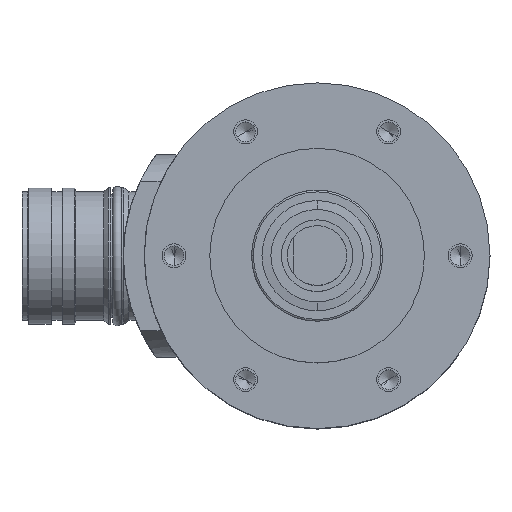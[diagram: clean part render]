
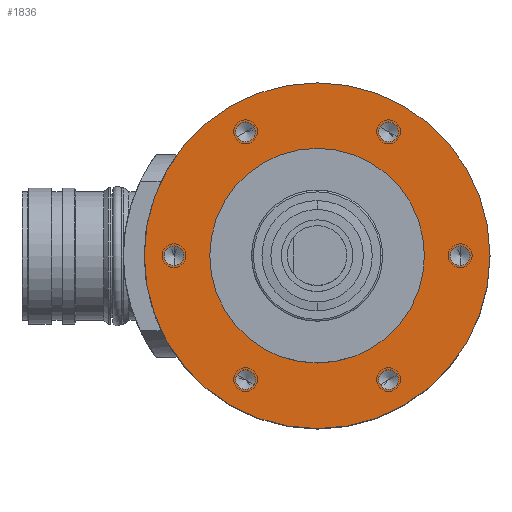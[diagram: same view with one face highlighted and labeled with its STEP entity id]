
A CAD part, top view. The second image highlights one B-rep face of the part: STEP entity #1836.
In plain terms, the highlighted face is planar.
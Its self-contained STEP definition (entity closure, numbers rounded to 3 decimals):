
#465=CARTESIAN_POINT('',(0.,0.,8.));
#466=DIRECTION('',(0.,0.,1.));
#467=DIRECTION('',(0.,1.,0.));
#468=AXIS2_PLACEMENT_3D('',#465,#466,#467);
#470=CARTESIAN_POINT('',(0.,0.,8.));
#471=DIRECTION('',(0.,0.,-1.));
#472=DIRECTION('',(0.,1.,0.));
#473=AXIS2_PLACEMENT_3D('',#470,#471,#472);
#475=CARTESIAN_POINT('',(0.,-24.,8.));
#476=DIRECTION('',(0.,0.,-1.));
#477=DIRECTION('',(1.,0.,0.));
#478=AXIS2_PLACEMENT_3D('',#475,#476,#477);
#480=CARTESIAN_POINT('',(0.,-24.,8.));
#481=DIRECTION('',(0.,0.,-1.));
#482=DIRECTION('',(-1.,0.,0.));
#483=AXIS2_PLACEMENT_3D('',#480,#481,#482);
#485=CARTESIAN_POINT('',(-20.785,-12.,8.));
#486=DIRECTION('',(0.,0.,-1.));
#487=DIRECTION('',(0.5,-0.866,0.));
#488=AXIS2_PLACEMENT_3D('',#485,#486,#487);
#490=CARTESIAN_POINT('',(-20.785,-12.,8.));
#491=DIRECTION('',(0.,0.,-1.));
#492=DIRECTION('',(-0.5,0.866,0.));
#493=AXIS2_PLACEMENT_3D('',#490,#491,#492);
#495=CARTESIAN_POINT('',(-20.785,12.,8.));
#496=DIRECTION('',(0.,0.,-1.));
#497=DIRECTION('',(-0.5,-0.866,0.));
#498=AXIS2_PLACEMENT_3D('',#495,#496,#497);
#500=CARTESIAN_POINT('',(-20.785,12.,8.));
#501=DIRECTION('',(0.,0.,-1.));
#502=DIRECTION('',(0.5,0.866,0.));
#503=AXIS2_PLACEMENT_3D('',#500,#501,#502);
#505=CARTESIAN_POINT('',(0.,24.,8.));
#506=DIRECTION('',(0.,0.,-1.));
#507=DIRECTION('',(-1.,0.,0.));
#508=AXIS2_PLACEMENT_3D('',#505,#506,#507);
#510=CARTESIAN_POINT('',(0.,24.,8.));
#511=DIRECTION('',(0.,0.,-1.));
#512=DIRECTION('',(1.,0.,0.));
#513=AXIS2_PLACEMENT_3D('',#510,#511,#512);
#515=CARTESIAN_POINT('',(20.785,12.,8.));
#516=DIRECTION('',(0.,0.,-1.));
#517=DIRECTION('',(-0.5,0.866,0.));
#518=AXIS2_PLACEMENT_3D('',#515,#516,#517);
#520=CARTESIAN_POINT('',(20.785,12.,8.));
#521=DIRECTION('',(0.,0.,-1.));
#522=DIRECTION('',(0.5,-0.866,0.));
#523=AXIS2_PLACEMENT_3D('',#520,#521,#522);
#525=CARTESIAN_POINT('',(20.785,-12.,8.));
#526=DIRECTION('',(0.,0.,-1.));
#527=DIRECTION('',(0.5,0.866,0.));
#528=AXIS2_PLACEMENT_3D('',#525,#526,#527);
#530=CARTESIAN_POINT('',(20.785,-12.,8.));
#531=DIRECTION('',(0.,0.,-1.));
#532=DIRECTION('',(-0.5,-0.866,0.));
#533=AXIS2_PLACEMENT_3D('',#530,#531,#532);
#535=CARTESIAN_POINT('',(0.,0.,8.));
#536=DIRECTION('',(0.,0.,-1.));
#537=DIRECTION('',(0.,1.,0.));
#538=AXIS2_PLACEMENT_3D('',#535,#536,#537);
#548=CARTESIAN_POINT('',(0.,0.,8.));
#549=DIRECTION('',(0.,0.,1.));
#550=DIRECTION('',(0.,1.,0.));
#551=AXIS2_PLACEMENT_3D('',#548,#549,#550);
#836=CARTESIAN_POINT('',(0.,18.,8.));
#838=VERTEX_POINT('',#836);
#839=CARTESIAN_POINT('',(0.,29.,8.));
#841=VERTEX_POINT('',#839);
#868=CARTESIAN_POINT('',(0.,-18.,8.));
#870=VERTEX_POINT('',#868);
#871=CARTESIAN_POINT('',(0.,-29.,8.));
#873=VERTEX_POINT('',#871);
#899=CARTESIAN_POINT('',(1.65,-24.,8.));
#900=CARTESIAN_POINT('',(-1.65,-24.,8.));
#901=VERTEX_POINT('',#899);
#902=VERTEX_POINT('',#900);
#909=CARTESIAN_POINT('',(-19.96,-13.429,8.));
#910=CARTESIAN_POINT('',(-21.61,-10.571,8.));
#911=VERTEX_POINT('',#909);
#912=VERTEX_POINT('',#910);
#919=CARTESIAN_POINT('',(-21.61,10.571,8.));
#920=CARTESIAN_POINT('',(-19.96,13.429,8.));
#921=VERTEX_POINT('',#919);
#922=VERTEX_POINT('',#920);
#929=CARTESIAN_POINT('',(-1.65,24.,8.));
#930=CARTESIAN_POINT('',(1.65,24.,8.));
#931=VERTEX_POINT('',#929);
#932=VERTEX_POINT('',#930);
#939=CARTESIAN_POINT('',(19.96,13.429,8.));
#940=CARTESIAN_POINT('',(21.61,10.571,8.));
#941=VERTEX_POINT('',#939);
#942=VERTEX_POINT('',#940);
#949=CARTESIAN_POINT('',(21.61,-10.571,8.));
#950=CARTESIAN_POINT('',(19.96,-13.429,8.));
#951=VERTEX_POINT('',#949);
#952=VERTEX_POINT('',#950);
#1785=CARTESIAN_POINT('',(0.,0.,8.));
#1786=DIRECTION('',(0.,0.,-1.));
#1787=DIRECTION('',(0.,-1.,0.));
#1788=AXIS2_PLACEMENT_3D('',#1785,#1786,#1787);
#1789=PLANE('',#1788);
#1791=ORIENTED_EDGE('',*,*,#1790,.F.);
#1793=ORIENTED_EDGE('',*,*,#1792,.T.);
#1794=EDGE_LOOP('',(#1791,#1793));
#1795=FACE_OUTER_BOUND('',#1794,.F.);
#1796=ORIENTED_EDGE('',*,*,#1778,.F.);
#1797=ORIENTED_EDGE('',*,*,#1767,.T.);
#1798=EDGE_LOOP('',(#1796,#1797));
#1799=FACE_BOUND('',#1798,.F.);
#1801=ORIENTED_EDGE('',*,*,#1800,.T.);
#1803=ORIENTED_EDGE('',*,*,#1802,.T.);
#1804=EDGE_LOOP('',(#1801,#1803));
#1805=FACE_BOUND('',#1804,.F.);
#1807=ORIENTED_EDGE('',*,*,#1806,.T.);
#1809=ORIENTED_EDGE('',*,*,#1808,.T.);
#1810=EDGE_LOOP('',(#1807,#1809));
#1811=FACE_BOUND('',#1810,.F.);
#1813=ORIENTED_EDGE('',*,*,#1812,.T.);
#1815=ORIENTED_EDGE('',*,*,#1814,.T.);
#1816=EDGE_LOOP('',(#1813,#1815));
#1817=FACE_BOUND('',#1816,.F.);
#1819=ORIENTED_EDGE('',*,*,#1818,.T.);
#1821=ORIENTED_EDGE('',*,*,#1820,.T.);
#1822=EDGE_LOOP('',(#1819,#1821));
#1823=FACE_BOUND('',#1822,.F.);
#1825=ORIENTED_EDGE('',*,*,#1824,.T.);
#1827=ORIENTED_EDGE('',*,*,#1826,.T.);
#1828=EDGE_LOOP('',(#1825,#1827));
#1829=FACE_BOUND('',#1828,.F.);
#1831=ORIENTED_EDGE('',*,*,#1830,.T.);
#1833=ORIENTED_EDGE('',*,*,#1832,.T.);
#1834=EDGE_LOOP('',(#1831,#1833));
#1835=FACE_BOUND('',#1834,.F.);
#469=CIRCLE('',#468,18.);
#474=CIRCLE('',#473,18.);
#479=CIRCLE('',#478,1.65);
#484=CIRCLE('',#483,1.65);
#489=CIRCLE('',#488,1.65);
#494=CIRCLE('',#493,1.65);
#499=CIRCLE('',#498,1.65);
#504=CIRCLE('',#503,1.65);
#509=CIRCLE('',#508,1.65);
#514=CIRCLE('',#513,1.65);
#519=CIRCLE('',#518,1.65);
#524=CIRCLE('',#523,1.65);
#529=CIRCLE('',#528,1.65);
#534=CIRCLE('',#533,1.65);
#539=CIRCLE('',#538,29.);
#552=CIRCLE('',#551,29.);
#1767=EDGE_CURVE('',#838,#870,#474,.T.);
#1778=EDGE_CURVE('',#838,#870,#469,.T.);
#1790=EDGE_CURVE('',#841,#873,#539,.T.);
#1792=EDGE_CURVE('',#841,#873,#552,.T.);
#1800=EDGE_CURVE('',#901,#902,#479,.T.);
#1802=EDGE_CURVE('',#902,#901,#484,.T.);
#1806=EDGE_CURVE('',#911,#912,#489,.T.);
#1808=EDGE_CURVE('',#912,#911,#494,.T.);
#1812=EDGE_CURVE('',#921,#922,#499,.T.);
#1814=EDGE_CURVE('',#922,#921,#504,.T.);
#1818=EDGE_CURVE('',#931,#932,#509,.T.);
#1820=EDGE_CURVE('',#932,#931,#514,.T.);
#1824=EDGE_CURVE('',#941,#942,#519,.T.);
#1826=EDGE_CURVE('',#942,#941,#524,.T.);
#1830=EDGE_CURVE('',#951,#952,#529,.T.);
#1832=EDGE_CURVE('',#952,#951,#534,.T.);
#1836=ADVANCED_FACE('',(#1795,#1799,#1805,#1811,#1817,#1823,#1829,#1835),#1789,
.T.);
